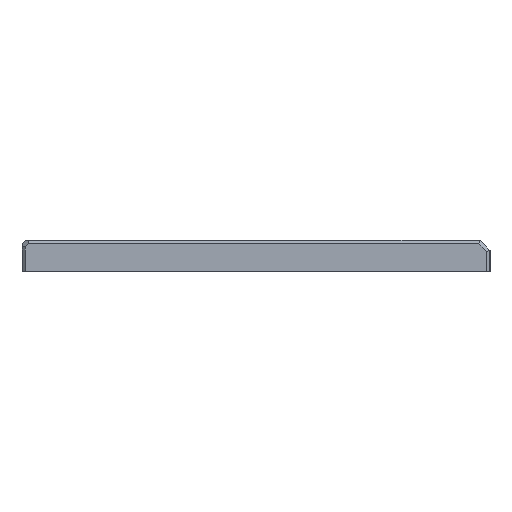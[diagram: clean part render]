
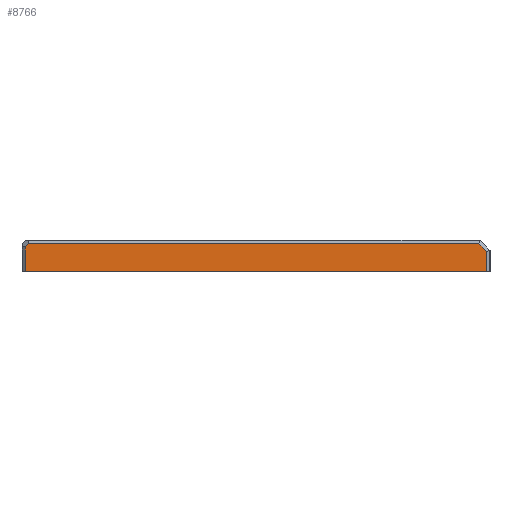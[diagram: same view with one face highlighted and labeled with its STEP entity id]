
A CAD part, left-side view. The second image highlights one B-rep face of the part: STEP entity #8766.
In plain terms, the highlighted planar face has unit normal (-1, 0, 0).
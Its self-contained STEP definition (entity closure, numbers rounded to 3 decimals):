
#298=PLANE('',#9342);
#788=FACE_OUTER_BOUND('',#1310,.T.);
#1310=EDGE_LOOP('',(#7978,#7979,#7980,#7981,#7982,#7983));
#1518=LINE('',#20314,#2280);
#2069=LINE('',#22936,#2831);
#2072=LINE('',#22940,#2834);
#2074=LINE('',#22944,#2836);
#2079=LINE('',#22953,#2841);
#2082=LINE('',#22958,#2844);
#2280=VECTOR('',#9934,10.);
#2831=VECTOR('',#11191,10.);
#2834=VECTOR('',#11196,10.);
#2836=VECTOR('',#11200,10.);
#2841=VECTOR('',#11211,10.);
#2844=VECTOR('',#11218,10.);
#3830=VERTEX_POINT('',#20300);
#3836=VERTEX_POINT('',#20312);
#4185=VERTEX_POINT('',#22933);
#4186=VERTEX_POINT('',#22935);
#4187=VERTEX_POINT('',#22943);
#4188=VERTEX_POINT('',#22952);
#4804=EDGE_CURVE('',#3830,#3836,#1518,.T.);
#5465=EDGE_CURVE('',#4185,#4186,#2069,.T.);
#5468=EDGE_CURVE('',#3830,#4185,#2072,.T.);
#5470=EDGE_CURVE('',#4186,#4187,#2074,.T.);
#5475=EDGE_CURVE('',#4187,#4188,#2079,.T.);
#5478=EDGE_CURVE('',#4188,#3836,#2082,.T.);
#7978=ORIENTED_EDGE('',*,*,#4804,.T.);
#7979=ORIENTED_EDGE('',*,*,#5478,.F.);
#7980=ORIENTED_EDGE('',*,*,#5475,.F.);
#7981=ORIENTED_EDGE('',*,*,#5470,.F.);
#7982=ORIENTED_EDGE('',*,*,#5465,.F.);
#7983=ORIENTED_EDGE('',*,*,#5468,.F.);
#8766=ADVANCED_FACE('',(#788),#298,.T.);
#9342=AXIS2_PLACEMENT_3D('',#22959,#11219,#11220);
#9934=DIRECTION('',(0.,-1.,0.));
#11191=DIRECTION('',(0.,-0.707,0.707));
#11196=DIRECTION('',(0.,0.,1.));
#11200=DIRECTION('',(0.,-1.,0.));
#11211=DIRECTION('',(0.,-0.707,-0.707));
#11218=DIRECTION('',(0.,0.,-1.));
#11219=DIRECTION('center_axis',(-1.,0.,0.));
#11220=DIRECTION('ref_axis',(0.,-1.,0.));
#20300=CARTESIAN_POINT('',(-179.081,70.781,-1.999));
#20312=CARTESIAN_POINT('',(-179.081,-68.781,-1.999));
#20314=CARTESIAN_POINT('',(-179.081,36.391,-1.999));
#22933=CARTESIAN_POINT('',(-179.081,70.781,5.5));
#22935=CARTESIAN_POINT('',(-179.081,69.781,6.5));
#22936=CARTESIAN_POINT('',(-179.081,72.656,3.625));
#22940=CARTESIAN_POINT('',(-179.081,70.781,0.));
#22943=CARTESIAN_POINT('',(-179.081,-66.367,6.5));
#22944=CARTESIAN_POINT('',(-179.081,36.391,6.5));
#22952=CARTESIAN_POINT('',(-179.081,-68.781,4.086));
#22953=CARTESIAN_POINT('',(-179.081,-34.059,38.809));
#22958=CARTESIAN_POINT('',(-179.081,-68.781,0.));
#22959=CARTESIAN_POINT('Origin',(-179.081,71.781,0.));
